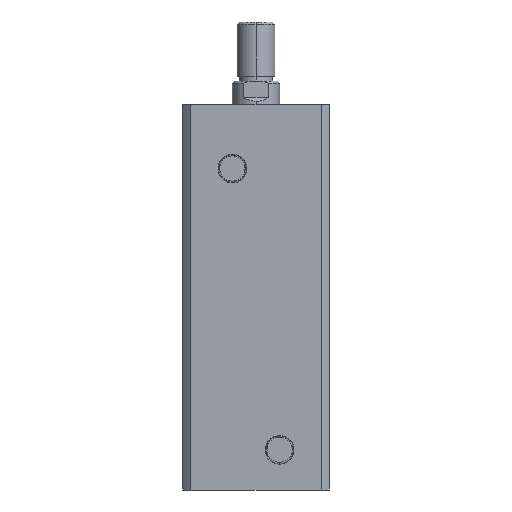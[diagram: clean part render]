
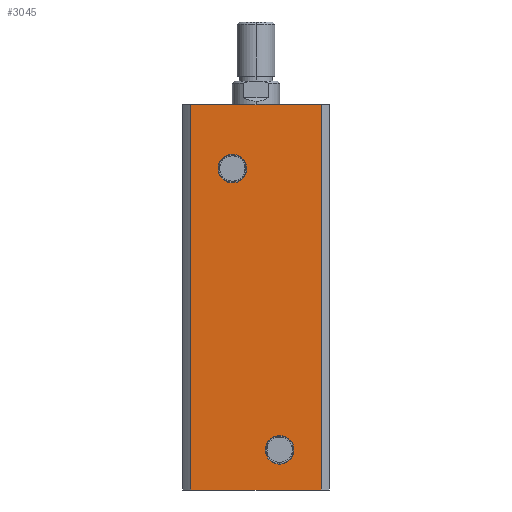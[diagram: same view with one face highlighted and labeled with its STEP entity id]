
A CAD part, left-side view. The second image highlights one B-rep face of the part: STEP entity #3045.
In plain terms, the highlighted planar face has unit normal (-1, 0, 0).
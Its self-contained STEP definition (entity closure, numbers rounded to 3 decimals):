
#378 = EDGE_CURVE ( 'NONE', #1751, #1713, #3542, .T. ) ;
#379 = EDGE_CURVE ( 'NONE', #1432, #1433, #3543, .T. ) ;
#380 = EDGE_CURVE ( 'NONE', #1440, #1441, #3544, .T. ) ;
#417 = EDGE_CURVE ( 'NONE', #1433, #1432, #3596, .T. ) ;
#425 = EDGE_CURVE ( 'NONE', #1441, #1440, #3608, .T. ) ;
#442 = EDGE_CURVE ( 'NONE', #1698, #1751, #3631, .T. ) ;
#443 = EDGE_CURVE ( 'NONE', #1698, #1727, #3637, .T. ) ;
#444 = EDGE_CURVE ( 'NONE', #1727, #1713, #3639, .T. ) ;
#575 = AXIS2_PLACEMENT_3D ( 'NONE', #2805, #2806, #2807 ) ;
#576 = AXIS2_PLACEMENT_3D ( 'NONE', #2808, #2809, #2810 ) ;
#599 = AXIS2_PLACEMENT_3D ( 'NONE', #696, #697, #698 ) ;
#603 = AXIS2_PLACEMENT_3D ( 'NONE', #717, #718, #719 ) ;
#641 = ORIENTED_EDGE ( 'NONE', *, *, #378, .T. ) ;
#642 = ORIENTED_EDGE ( 'NONE', *, *, #417, .F. ) ;
#643 = ORIENTED_EDGE ( 'NONE', *, *, #379, .F. ) ;
#644 = ORIENTED_EDGE ( 'NONE', *, *, #425, .F. ) ;
#645 = ORIENTED_EDGE ( 'NONE', *, *, #380, .F. ) ;
#696 = CARTESIAN_POINT ( 'NONE',  ( -31., -10., 17. ) ) ;
#697 = DIRECTION ( 'NONE',  ( -1., 0., 0. ) ) ;
#698 = DIRECTION ( 'NONE',  ( 0., 0., 1. ) ) ;
#717 = CARTESIAN_POINT ( 'NONE',  ( -31., 10., 136. ) ) ;
#718 = DIRECTION ( 'NONE',  ( -1., 0., 0. ) ) ;
#719 = DIRECTION ( 'NONE',  ( 0., 0., 1. ) ) ;
#748 = DIRECTION ( 'NONE',  ( 0., 0., -1. ) ) ;
#754 = CARTESIAN_POINT ( 'NONE',  ( -31., 27.591, 163. ) ) ;
#758 = CARTESIAN_POINT ( 'NONE',  ( -31., 0., 163. ) ) ;
#759 = DIRECTION ( 'NONE',  ( 0., -1., 0. ) ) ;
#760 = CARTESIAN_POINT ( 'NONE',  ( -31., -27.591, 163. ) ) ;
#761 = DIRECTION ( 'NONE',  ( 0., 0., -1. ) ) ;
#1034 = CARTESIAN_POINT ( 'NONE',  ( -31., -10., 23.06 ) ) ;
#1035 = CARTESIAN_POINT ( 'NONE',  ( -31., -10., 10.94 ) ) ;
#1042 = CARTESIAN_POINT ( 'NONE',  ( -31., 10., 142.06 ) ) ;
#1043 = CARTESIAN_POINT ( 'NONE',  ( -31., 10., 129.94 ) ) ;
#1088 = CARTESIAN_POINT ( 'NONE',  ( -31., 27.591, 163. ) ) ;
#1103 = CARTESIAN_POINT ( 'NONE',  ( -31., -27.591, 0. ) ) ;
#1117 = CARTESIAN_POINT ( 'NONE',  ( -31., -27.591, 163. ) ) ;
#1141 = CARTESIAN_POINT ( 'NONE',  ( -31., 27.591, 0. ) ) ;
#1432 = VERTEX_POINT ( 'NONE', #1034 ) ;
#1433 = VERTEX_POINT ( 'NONE', #1035 ) ;
#1440 = VERTEX_POINT ( 'NONE', #1042 ) ;
#1441 = VERTEX_POINT ( 'NONE', #1043 ) ;
#1478 = EDGE_LOOP ( 'NONE', ( #641, #1983, #1981, #1982 ) ) ;
#1698 = VERTEX_POINT ( 'NONE', #1088 ) ;
#1713 = VERTEX_POINT ( 'NONE', #1103 ) ;
#1727 = VERTEX_POINT ( 'NONE', #1117 ) ;
#1751 = VERTEX_POINT ( 'NONE', #1141 ) ;
#1754 = EDGE_LOOP ( 'NONE', ( #645, #644 ) ) ;
#1793 = AXIS2_PLACEMENT_3D ( 'NONE', #1995, #1988, #1999 ) ;
#1981 = ORIENTED_EDGE ( 'NONE', *, *, #443, .F. ) ;
#1982 = ORIENTED_EDGE ( 'NONE', *, *, #442, .T. ) ;
#1983 = ORIENTED_EDGE ( 'NONE', *, *, #444, .F. ) ;
#1988 = DIRECTION ( 'NONE',  ( 1., 0., 0. ) ) ;
#1995 = CARTESIAN_POINT ( 'NONE',  ( -31., 0., 163. ) ) ;
#1997 = PLANE ( 'NONE',  #1793 ) ;
#1999 = DIRECTION ( 'NONE',  ( 0., 0., -1. ) ) ;
#2717 = DIRECTION ( 'NONE',  ( 0., -1., 0. ) ) ;
#2799 = CARTESIAN_POINT ( 'NONE',  ( -31., 0., 0. ) ) ;
#2805 = CARTESIAN_POINT ( 'NONE',  ( -31., -10., 17. ) ) ;
#2806 = DIRECTION ( 'NONE',  ( -1., 0., 0. ) ) ;
#2807 = DIRECTION ( 'NONE',  ( 0., 0., 1. ) ) ;
#2808 = CARTESIAN_POINT ( 'NONE',  ( -31., 10., 136. ) ) ;
#2809 = DIRECTION ( 'NONE',  ( -1., 0., 0. ) ) ;
#2810 = DIRECTION ( 'NONE',  ( 0., 0., 1. ) ) ;
#2969 = EDGE_LOOP ( 'NONE', ( #643, #642 ) ) ;
#3045 = ADVANCED_FACE ( 'NONE', ( #3789, #3797, #3795 ), #1997, .F. ) ;
#3542 = LINE ( 'NONE', #2799, #3545 ) ;
#3543 = CIRCLE ( 'NONE', #575, 6.06 ) ;
#3544 = CIRCLE ( 'NONE', #576, 6.06 ) ;
#3545 = VECTOR ( 'NONE', #2717, 1000. ) ;
#3596 = CIRCLE ( 'NONE', #599, 6.06 ) ;
#3608 = CIRCLE ( 'NONE', #603, 6.06 ) ;
#3631 = LINE ( 'NONE', #754, #3638 ) ;
#3637 = LINE ( 'NONE', #758, #3640 ) ;
#3638 = VECTOR ( 'NONE', #748, 1000. ) ;
#3639 = LINE ( 'NONE', #760, #3642 ) ;
#3640 = VECTOR ( 'NONE', #759, 1000. ) ;
#3642 = VECTOR ( 'NONE', #761, 1000. ) ;
#3789 = FACE_BOUND ( 'NONE', #1754, .T. ) ;
#3795 = FACE_OUTER_BOUND ( 'NONE', #1478, .T. ) ;
#3797 = FACE_BOUND ( 'NONE', #2969, .T. ) ;
